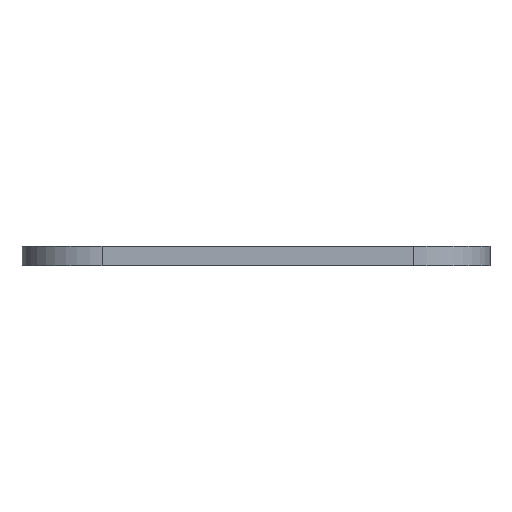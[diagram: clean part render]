
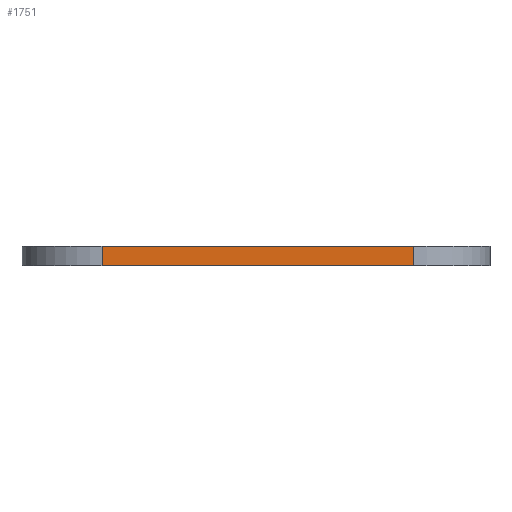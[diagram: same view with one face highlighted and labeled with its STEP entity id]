
A CAD part, left-side view. The second image highlights one B-rep face of the part: STEP entity #1751.
In plain terms, the highlighted planar face has unit normal (-1, -0.001, 0).
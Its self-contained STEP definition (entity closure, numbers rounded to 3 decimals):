
#146 = VERTEX_POINT('',#147);
#147 = CARTESIAN_POINT('',(30.74,-82.823,0.));
#154 = EDGE_CURVE('',#155,#146,#157,.T.);
#155 = VERTEX_POINT('',#156);
#156 = CARTESIAN_POINT('',(30.761,-106.406,0.));
#157 = LINE('',#158,#159);
#158 = CARTESIAN_POINT('',(30.761,-106.406,0.));
#159 = VECTOR('',#160,1.);
#160 = DIRECTION('',(-0.001,1.,0.));
#935 = VERTEX_POINT('',#936);
#936 = CARTESIAN_POINT('',(30.74,-82.823,1.51));
#943 = EDGE_CURVE('',#944,#935,#946,.T.);
#944 = VERTEX_POINT('',#945);
#945 = CARTESIAN_POINT('',(30.761,-106.406,1.51));
#946 = LINE('',#947,#948);
#947 = CARTESIAN_POINT('',(30.761,-106.406,1.51));
#948 = VECTOR('',#949,1.);
#949 = DIRECTION('',(-0.001,1.,0.));
#1721 = EDGE_CURVE('',#146,#935,#1722,.T.);
#1722 = LINE('',#1723,#1724);
#1723 = CARTESIAN_POINT('',(30.74,-82.823,0.));
#1724 = VECTOR('',#1725,1.);
#1725 = DIRECTION('',(0.,0.,1.));
#1751 = ADVANCED_FACE('',(#1752),#1763,.T.);
#1752 = FACE_BOUND('',#1753,.T.);
#1753 = EDGE_LOOP('',(#1754,#1760,#1761,#1762));
#1754 = ORIENTED_EDGE('',*,*,#1755,.T.);
#1755 = EDGE_CURVE('',#155,#944,#1756,.T.);
#1756 = LINE('',#1757,#1758);
#1757 = CARTESIAN_POINT('',(30.761,-106.406,0.));
#1758 = VECTOR('',#1759,1.);
#1759 = DIRECTION('',(0.,0.,1.));
#1760 = ORIENTED_EDGE('',*,*,#943,.T.);
#1761 = ORIENTED_EDGE('',*,*,#1721,.F.);
#1762 = ORIENTED_EDGE('',*,*,#154,.F.);
#1763 = PLANE('',#1764);
#1764 = AXIS2_PLACEMENT_3D('',#1765,#1766,#1767);
#1765 = CARTESIAN_POINT('',(30.761,-106.406,0.));
#1766 = DIRECTION('',(-1.,-0.001,0.));
#1767 = DIRECTION('',(-0.001,1.,0.));
